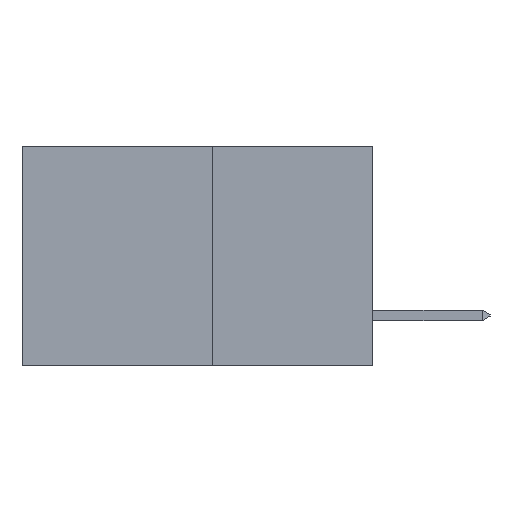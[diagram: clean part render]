
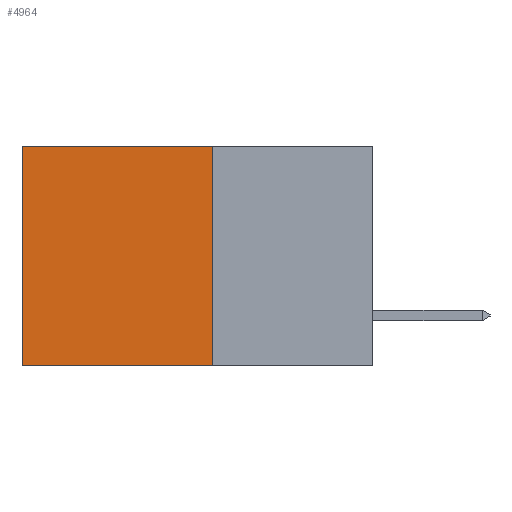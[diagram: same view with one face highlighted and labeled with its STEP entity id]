
A CAD part, left-side view. The second image highlights one B-rep face of the part: STEP entity #4964.
In plain terms, the highlighted planar face has unit normal (-1, 0, 0).
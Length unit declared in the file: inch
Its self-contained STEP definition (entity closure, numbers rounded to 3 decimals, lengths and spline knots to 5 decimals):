
#249 = ORIENTED_EDGE ( 'NONE', *, *, #4799, .T. ) ;
#270 = CARTESIAN_POINT ( 'NONE',  ( 0.277, 0.59, -0.37 ) ) ;
#275 = DIRECTION ( 'NONE',  ( 0., 0., -1. ) ) ;
#423 = CARTESIAN_POINT ( 'NONE',  ( 0.277, 0.27, -0.37 ) ) ;
#702 = LINE ( 'NONE', #1446, #6608 ) ;
#963 = VERTEX_POINT ( 'NONE', #1358 ) ;
#1013 = VERTEX_POINT ( 'NONE', #2521 ) ;
#1038 = PLANE ( 'NONE',  #2053 ) ;
#1358 = CARTESIAN_POINT ( 'NONE',  ( 0.277, 0.27, 0. ) ) ;
#1446 = CARTESIAN_POINT ( 'NONE',  ( 0.277, 0.27, 0. ) ) ;
#1569 = ORIENTED_EDGE ( 'NONE', *, *, #7797, .T. ) ;
#2053 = AXIS2_PLACEMENT_3D ( 'NONE', #423, #2265, #6534 ) ;
#2265 = DIRECTION ( 'NONE',  ( 1., 0., 0. ) ) ;
#2521 = CARTESIAN_POINT ( 'NONE',  ( 0.277, 0.27, -0.37 ) ) ;
#2537 = CARTESIAN_POINT ( 'NONE',  ( 0.277, 0.59, -0.37 ) ) ;
#2667 = ORIENTED_EDGE ( 'NONE', *, *, #4222, .F. ) ;
#2688 = VECTOR ( 'NONE', #3152, 39.37008 ) ;
#2785 = VECTOR ( 'NONE', #275, 39.37008 ) ;
#2983 = VERTEX_POINT ( 'NONE', #270 ) ;
#3152 = DIRECTION ( 'NONE',  ( 0., 0., -1. ) ) ;
#3801 = CARTESIAN_POINT ( 'NONE',  ( 0.277, 0.27, -0.37 ) ) ;
#4222 = EDGE_CURVE ( 'NONE', #963, #1013, #6039, .T. ) ;
#4266 = EDGE_LOOP ( 'NONE', ( #1569, #7659, #2667, #249 ) ) ;
#4402 = DIRECTION ( 'NONE',  ( 0., 1., 0. ) ) ;
#4559 = CARTESIAN_POINT ( 'NONE',  ( 0.277, 0.27, -0.37 ) ) ;
#4690 = EDGE_CURVE ( 'NONE', #1013, #2983, #5961, .T. ) ;
#4799 = EDGE_CURVE ( 'NONE', #963, #5009, #702, .T. ) ;
#4964 = ADVANCED_FACE ( 'NONE', ( #7244 ), #1038, .F. ) ;
#5009 = VERTEX_POINT ( 'NONE', #5984 ) ;
#5961 = LINE ( 'NONE', #3801, #7340 ) ;
#5984 = CARTESIAN_POINT ( 'NONE',  ( 0.277, 0.59, 0. ) ) ;
#6039 = LINE ( 'NONE', #4559, #2785 ) ;
#6309 = DIRECTION ( 'NONE',  ( 0., 1., 0. ) ) ;
#6534 = DIRECTION ( 'NONE',  ( 0., 0., -1. ) ) ;
#6608 = VECTOR ( 'NONE', #6309, 39.37008 ) ;
#7244 = FACE_OUTER_BOUND ( 'NONE', #4266, .T. ) ;
#7340 = VECTOR ( 'NONE', #4402, 39.37008 ) ;
#7526 = LINE ( 'NONE', #2537, #2688 ) ;
#7659 = ORIENTED_EDGE ( 'NONE', *, *, #4690, .F. ) ;
#7797 = EDGE_CURVE ( 'NONE', #5009, #2983, #7526, .T. ) ;
